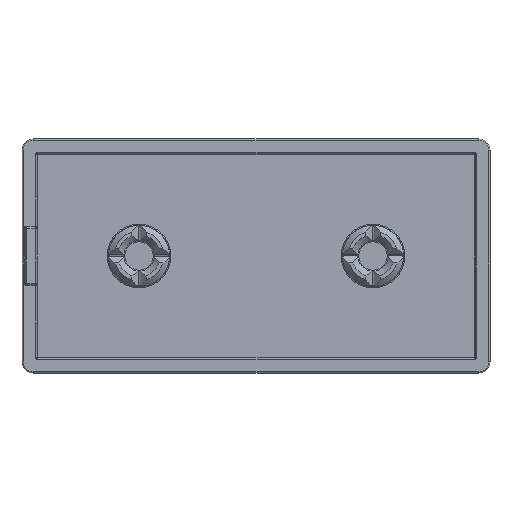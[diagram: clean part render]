
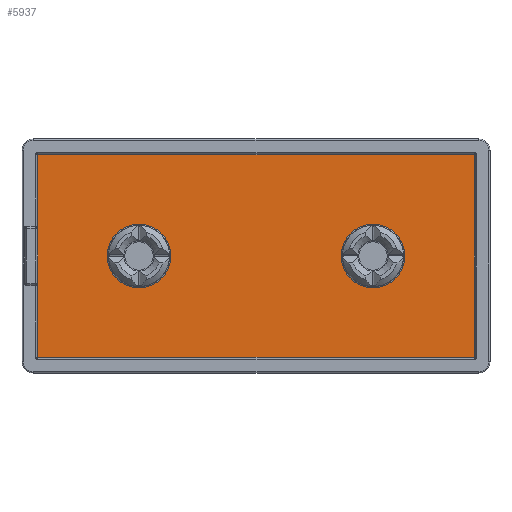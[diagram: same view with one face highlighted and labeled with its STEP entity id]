
A CAD part, top view. The second image highlights one B-rep face of the part: STEP entity #5937.
In plain terms, the highlighted planar face has unit normal (0, 0, 1).
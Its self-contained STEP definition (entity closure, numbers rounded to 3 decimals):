
#28 = ORIENTED_EDGE ( 'NONE', *, *, #2055, .T. ) ;
#54 = CARTESIAN_POINT ( 'NONE',  ( 60., 57.96, 2. ) ) ;
#101 = ORIENTED_EDGE ( 'NONE', *, *, #764, .T. ) ;
#138 = DIRECTION ( 'NONE',  ( 1., 0., 0. ) ) ;
#186 = CIRCLE ( 'NONE', #626, 5.45 ) ;
#194 = VECTOR ( 'NONE', #6279, 1000. ) ;
#268 = ORIENTED_EDGE ( 'NONE', *, *, #1071, .T. ) ;
#287 = CARTESIAN_POINT ( 'NONE',  ( 20., 52.51, 2. ) ) ;
#366 = CIRCLE ( 'NONE', #5855, 5.45 ) ;
#417 = DIRECTION ( 'NONE',  ( 0., 1., 0. ) ) ;
#519 = DIRECTION ( 'NONE',  ( 0., -1., 0. ) ) ;
#533 = CIRCLE ( 'NONE', #859, 5.45 ) ;
#561 = EDGE_CURVE ( 'NONE', #3374, #907, #5726, .T. ) ;
#583 = LINE ( 'NONE', #4845, #4704 ) ;
#626 = AXIS2_PLACEMENT_3D ( 'NONE', #1448, #6217, #6821 ) ;
#754 = DIRECTION ( 'NONE',  ( 0., 0., -1. ) ) ;
#764 = EDGE_CURVE ( 'NONE', #907, #1003, #6812, .T. ) ;
#788 = CARTESIAN_POINT ( 'NONE',  ( 60., 52.51, 2. ) ) ;
#801 = AXIS2_PLACEMENT_3D ( 'NONE', #4275, #4729, #5750 ) ;
#844 = CIRCLE ( 'NONE', #1722, 5.45 ) ;
#859 = AXIS2_PLACEMENT_3D ( 'NONE', #3867, #754, #2815 ) ;
#875 = ORIENTED_EDGE ( 'NONE', *, *, #561, .T. ) ;
#907 = VERTEX_POINT ( 'NONE', #4559 ) ;
#913 = CARTESIAN_POINT ( 'NONE',  ( 60., 47.06, 2. ) ) ;
#928 = CARTESIAN_POINT ( 'NONE',  ( 2.7, 69.81, 2. ) ) ;
#1003 = VERTEX_POINT ( 'NONE', #928 ) ;
#1071 = EDGE_CURVE ( 'NONE', #1201, #5068, #4626, .T. ) ;
#1102 = CARTESIAN_POINT ( 'NONE',  ( 14.55, 52.51, 2. ) ) ;
#1201 = VERTEX_POINT ( 'NONE', #6510 ) ;
#1435 = VERTEX_POINT ( 'NONE', #6733 ) ;
#1448 = CARTESIAN_POINT ( 'NONE',  ( 60., 52.51, 2. ) ) ;
#1722 = AXIS2_PLACEMENT_3D ( 'NONE', #4366, #3848, #138 ) ;
#1987 = CARTESIAN_POINT ( 'NONE',  ( 77.3, 35.21, 2. ) ) ;
#2041 = DIRECTION ( 'NONE',  ( 1., 0., 0. ) ) ;
#2055 = EDGE_CURVE ( 'NONE', #6201, #1201, #4211, .T. ) ;
#2108 = EDGE_CURVE ( 'NONE', #5928, #6832, #533, .T. ) ;
#2150 = EDGE_CURVE ( 'NONE', #1435, #6201, #186, .T. ) ;
#2285 = VERTEX_POINT ( 'NONE', #1102 ) ;
#2326 = DIRECTION ( 'NONE',  ( 0., 0., -1. ) ) ;
#2452 = VERTEX_POINT ( 'NONE', #4629 ) ;
#2577 = EDGE_LOOP ( 'NONE', ( #3925, #875, #101, #3947 ) ) ;
#2638 = CARTESIAN_POINT ( 'NONE',  ( 20., 47.06, 2. ) ) ;
#2662 = VECTOR ( 'NONE', #417, 1000. ) ;
#2730 = CARTESIAN_POINT ( 'NONE',  ( 0., 0., 2. ) ) ;
#2798 = EDGE_CURVE ( 'NONE', #5907, #2285, #6778, .T. ) ;
#2815 = DIRECTION ( 'NONE',  ( 1., 0., 0. ) ) ;
#2956 = ORIENTED_EDGE ( 'NONE', *, *, #4504, .T. ) ;
#3127 = DIRECTION ( 'NONE',  ( 0., 0., -1. ) ) ;
#3168 = EDGE_CURVE ( 'NONE', #5068, #1435, #844, .T. ) ;
#3170 = DIRECTION ( 'NONE',  ( 0., 0., -1. ) ) ;
#3255 = FACE_BOUND ( 'NONE', #6031, .T. ) ;
#3355 = VECTOR ( 'NONE', #519, 1000. ) ;
#3374 = VERTEX_POINT ( 'NONE', #1987 ) ;
#3561 = EDGE_CURVE ( 'NONE', #2452, #3374, #583, .T. ) ;
#3617 = EDGE_LOOP ( 'NONE', ( #4351, #6575, #6493, #2956 ) ) ;
#3685 = CARTESIAN_POINT ( 'NONE',  ( 20., 52.51, 2. ) ) ;
#3841 = AXIS2_PLACEMENT_3D ( 'NONE', #4667, #3170, #2041 ) ;
#3848 = DIRECTION ( 'NONE',  ( 0., 0., -1. ) ) ;
#3854 = EDGE_CURVE ( 'NONE', #1003, #2452, #6452, .T. ) ;
#3867 = CARTESIAN_POINT ( 'NONE',  ( 20., 52.51, 2. ) ) ;
#3925 = ORIENTED_EDGE ( 'NONE', *, *, #3561, .T. ) ;
#3947 = ORIENTED_EDGE ( 'NONE', *, *, #3854, .T. ) ;
#3966 = AXIS2_PLACEMENT_3D ( 'NONE', #3685, #3127, #4762 ) ;
#4048 = CARTESIAN_POINT ( 'NONE',  ( 77.3, 0., 2. ) ) ;
#4211 = CIRCLE ( 'NONE', #5991, 5.45 ) ;
#4220 = ORIENTED_EDGE ( 'NONE', *, *, #2150, .T. ) ;
#4247 = EDGE_CURVE ( 'NONE', #6832, #5907, #4818, .T. ) ;
#4275 = CARTESIAN_POINT ( 'NONE',  ( 20., 52.51, 2. ) ) ;
#4313 = CARTESIAN_POINT ( 'NONE',  ( 20., 57.96, 2. ) ) ;
#4322 = CARTESIAN_POINT ( 'NONE',  ( 2.7, 0., 2. ) ) ;
#4338 = DIRECTION ( 'NONE',  ( 1., 0., 0. ) ) ;
#4351 = ORIENTED_EDGE ( 'NONE', *, *, #2108, .T. ) ;
#4366 = CARTESIAN_POINT ( 'NONE',  ( 60., 52.51, 2. ) ) ;
#4504 = EDGE_CURVE ( 'NONE', #2285, #5928, #366, .T. ) ;
#4559 = CARTESIAN_POINT ( 'NONE',  ( 77.3, 69.81, 2. ) ) ;
#4626 = CIRCLE ( 'NONE', #3841, 5.45 ) ;
#4629 = CARTESIAN_POINT ( 'NONE',  ( 2.7, 35.21, 2. ) ) ;
#4667 = CARTESIAN_POINT ( 'NONE',  ( 60., 52.51, 2. ) ) ;
#4704 = VECTOR ( 'NONE', #6459, 1000. ) ;
#4729 = DIRECTION ( 'NONE',  ( 0., 0., -1. ) ) ;
#4762 = DIRECTION ( 'NONE',  ( 1., 0., 0. ) ) ;
#4818 = CIRCLE ( 'NONE', #801, 5.45 ) ;
#4845 = CARTESIAN_POINT ( 'NONE',  ( 0., 35.21, 2. ) ) ;
#4858 = DIRECTION ( 'NONE',  ( 0., 0., 1. ) ) ;
#4948 = AXIS2_PLACEMENT_3D ( 'NONE', #2730, #4858, #4338 ) ;
#5068 = VERTEX_POINT ( 'NONE', #54 ) ;
#5223 = CARTESIAN_POINT ( 'NONE',  ( 0., 69.81, 2. ) ) ;
#5383 = PLANE ( 'NONE',  #4948 ) ;
#5503 = ORIENTED_EDGE ( 'NONE', *, *, #3168, .T. ) ;
#5516 = CARTESIAN_POINT ( 'NONE',  ( 25.45, 52.51, 2. ) ) ;
#5637 = DIRECTION ( 'NONE',  ( 0., 0., -1. ) ) ;
#5726 = LINE ( 'NONE', #4048, #2662 ) ;
#5750 = DIRECTION ( 'NONE',  ( 1., 0., 0. ) ) ;
#5855 = AXIS2_PLACEMENT_3D ( 'NONE', #287, #5637, #6122 ) ;
#5907 = VERTEX_POINT ( 'NONE', #2638 ) ;
#5914 = FACE_BOUND ( 'NONE', #3617, .T. ) ;
#5928 = VERTEX_POINT ( 'NONE', #4313 ) ;
#5937 = ADVANCED_FACE ( 'NONE', ( #6444, #5914, #3255 ), #5383, .T. ) ;
#5991 = AXIS2_PLACEMENT_3D ( 'NONE', #788, #2326, #6598 ) ;
#6031 = EDGE_LOOP ( 'NONE', ( #28, #268, #5503, #4220 ) ) ;
#6122 = DIRECTION ( 'NONE',  ( 1., 0., 0. ) ) ;
#6201 = VERTEX_POINT ( 'NONE', #913 ) ;
#6217 = DIRECTION ( 'NONE',  ( 0., 0., -1. ) ) ;
#6279 = DIRECTION ( 'NONE',  ( -1., 0., 0. ) ) ;
#6444 = FACE_OUTER_BOUND ( 'NONE', #2577, .T. ) ;
#6452 = LINE ( 'NONE', #4322, #3355 ) ;
#6459 = DIRECTION ( 'NONE',  ( 1., 0., 0. ) ) ;
#6493 = ORIENTED_EDGE ( 'NONE', *, *, #2798, .T. ) ;
#6510 = CARTESIAN_POINT ( 'NONE',  ( 54.55, 52.51, 2. ) ) ;
#6575 = ORIENTED_EDGE ( 'NONE', *, *, #4247, .T. ) ;
#6598 = DIRECTION ( 'NONE',  ( 1., 0., 0. ) ) ;
#6733 = CARTESIAN_POINT ( 'NONE',  ( 65.45, 52.51, 2. ) ) ;
#6778 = CIRCLE ( 'NONE', #3966, 5.45 ) ;
#6812 = LINE ( 'NONE', #5223, #194 ) ;
#6821 = DIRECTION ( 'NONE',  ( 1., 0., 0. ) ) ;
#6832 = VERTEX_POINT ( 'NONE', #5516 ) ;
